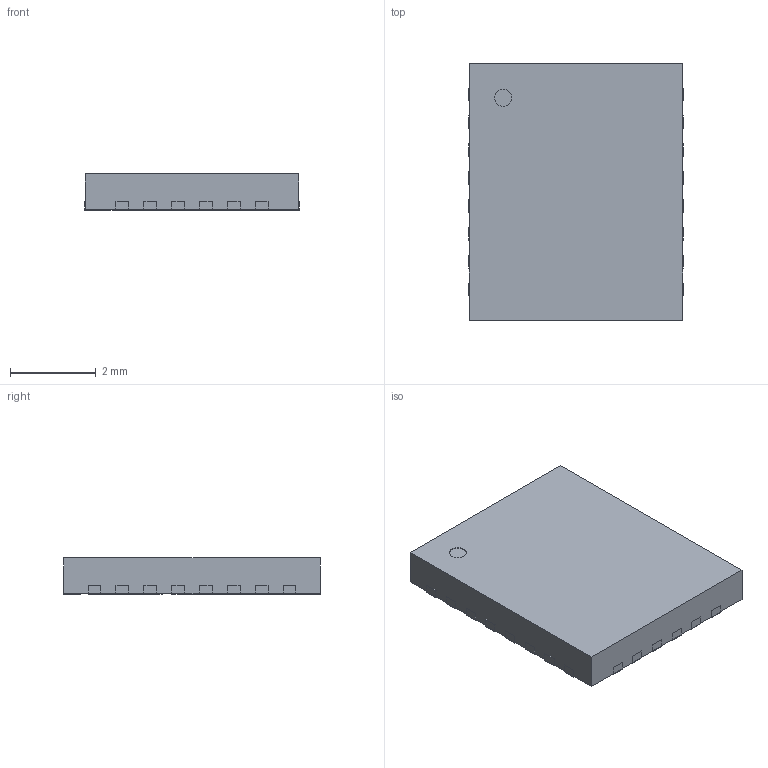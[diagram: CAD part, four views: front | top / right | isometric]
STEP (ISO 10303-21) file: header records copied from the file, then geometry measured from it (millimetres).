
FILE_DESCRIPTION (( 'STEP AP214' ), '1' );
FILE_NAME ('User Library-MIC26901.STEP', '2020-03-03T02:15:05', ( '' ), ( '' ), 'SwSTEP 2.0', 'SolidWorks 2019', '' );
FILE_SCHEMA (( 'AUTOMOTIVE_DESIGN' ));
Length unit declared in the file: millimetre
Products named in the file (10): Extruded005; Extruded004; Extruded008; Extruded012; Extruded006; User Library-MIC26901; Extruded017; Extruded; Cut; Extruded009
Assembly tree (18 placements, depth 2):
  User Library-MIC26901
    Extruded
    Extruded012  x6
    Extruded008  x5
    Extruded004
    Extruded005
    Extruded006
    Extruded009
    Extruded017
    Cut
Bounding box: 5 x 6 x 0.85 mm (x, y, z)
Surface area: 130.7 mm2
Topology: 18 solids, 18 shells, 184 faces, 441 edges, 294 vertices
Faces by surface type: plane 182, cylinder 2
Entity records: 5781 total; most frequent: CARTESIAN_POINT 706, ORIENTED_EDGE 666, DIRECTION 639, EDGE_CURVE 333, LINE 329, VECTOR 329, VERTEX_POINT 222, UNCERTAINTY_MEASURE_WITH_UNIT 158
